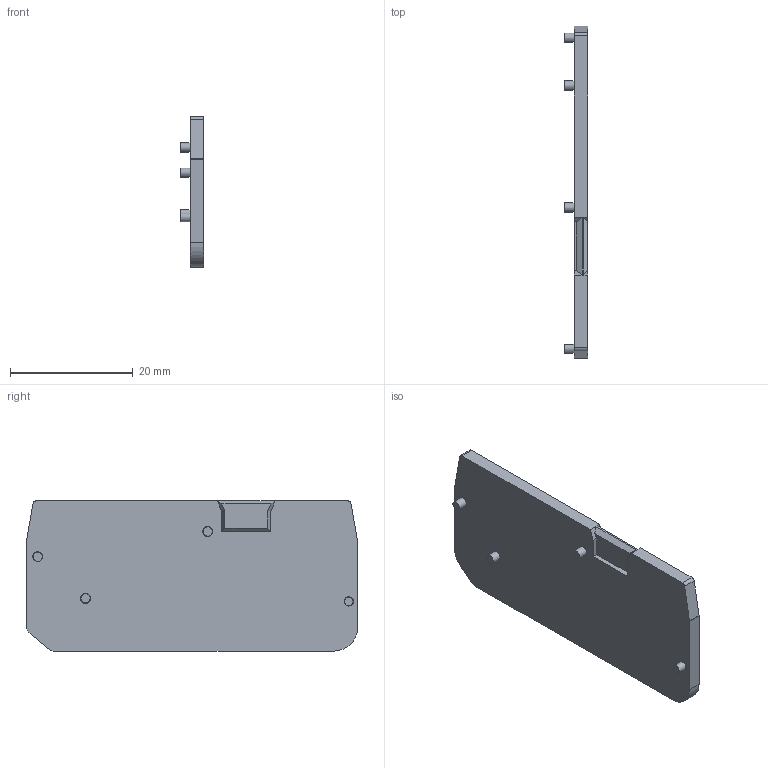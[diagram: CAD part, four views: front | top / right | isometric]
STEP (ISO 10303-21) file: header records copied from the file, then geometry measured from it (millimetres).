
FILE_DESCRIPTION( ( 'Unknown' ), '1' );
FILE_NAME( 'DD-PT1.5-3-D 簡易3D-20230208.stp', 'Unknown', ( 'Unknown' ), ( 'Unknown' ), 'XStep 1.0', 'Unknown', ' ' );
FILE_SCHEMA( ( 'automotive_design' ) );
Length unit declared in the file: millimetre
Products named in the file (1): 1
Bounding box: 3.8 x 54.1 x 24.5 mm (x, y, z)
Volume: 2858.9 mm3; surface area: 3011.7 mm2
Topology: 1 solids, 1 shells, 52 faces, 126 edges, 80 vertices
Faces by surface type: plane 37, cylinder 11, torus 4
Full cylindrical faces by diameter (mm): 1.4 x1, 1.5 x3
Entity records: 1856 total; most frequent: DIRECTION 246, CARTESIAN_POINT 243, ORIENTED_EDGE 228, EDGE_CURVE 114, LINE 88, VECTOR 88, AXIS2_PLACEMENT_3D 79, VERTEX_POINT 76
